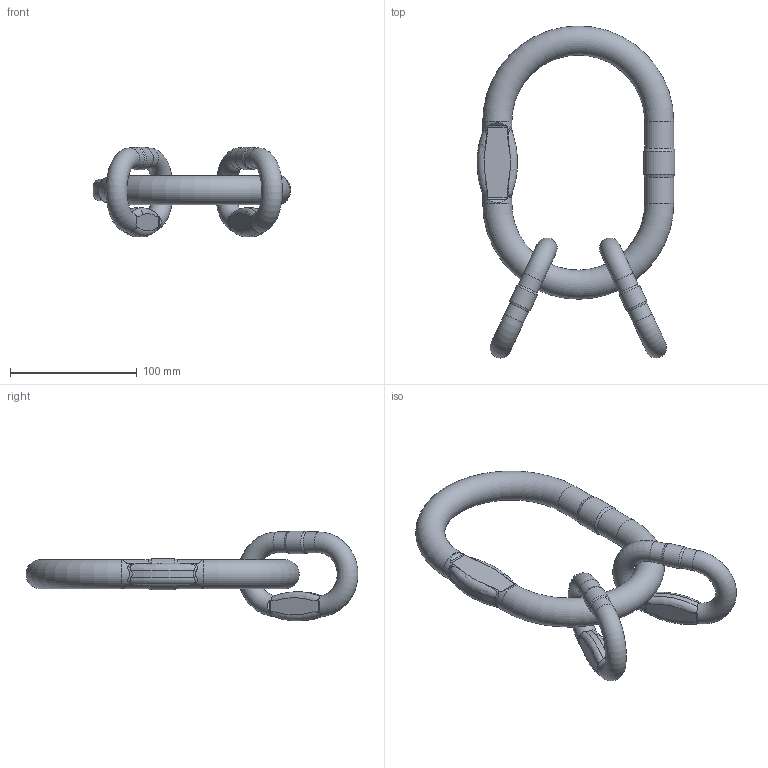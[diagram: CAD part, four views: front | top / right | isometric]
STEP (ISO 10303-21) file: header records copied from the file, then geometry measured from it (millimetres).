
FILE_DESCRIPTION(/* description */ (''),/* implementation_level */ '2;1');
FILE_NAME(/* name */ 'pewag_VMW_7_8.stp1.stp',/* time_stamp */ '2023-01-27T09:33:20+01:00',/* author */ (''),/* organization */ (''),/* preprocessor_version */ 'ST-DEVELOPER v16',/* originating_system */ 'SIEMENS PLM Software NX 11.0',/* authorisation */ '');
FILE_SCHEMA (('AUTOMOTIVE_DESIGN { 1 0 10303 214 3 1 1 1 }'));
Length unit declared in the file: millimetre
Products named in the file (1): KSE2DF0FA72zqpc
Bounding box: 156.3 x 262.46 x 70.85 mm (x, y, z)
Volume: 328598.3 mm3; surface area: 64034.1 mm2
Topology: 3 solids, 3 shells, 113 faces, 315 edges, 198 vertices
Faces by surface type: cylinder 49, bspline 22, torus 18, plane 18, cone 6
Full cylindrical faces by diameter (mm): 16.5 x4, 17.738 x2, 23 x4, 24.725 x1
Entity records: 4598 total; most frequent: CARTESIAN_POINT 2086, ORIENTED_EDGE 552, DIRECTION 444, EDGE_CURVE 276, AXIS2_PLACEMENT_3D 196, VERTEX_POINT 186, EDGE_LOOP 136, B_SPLINE_CURVE_WITH_KNOTS 120
